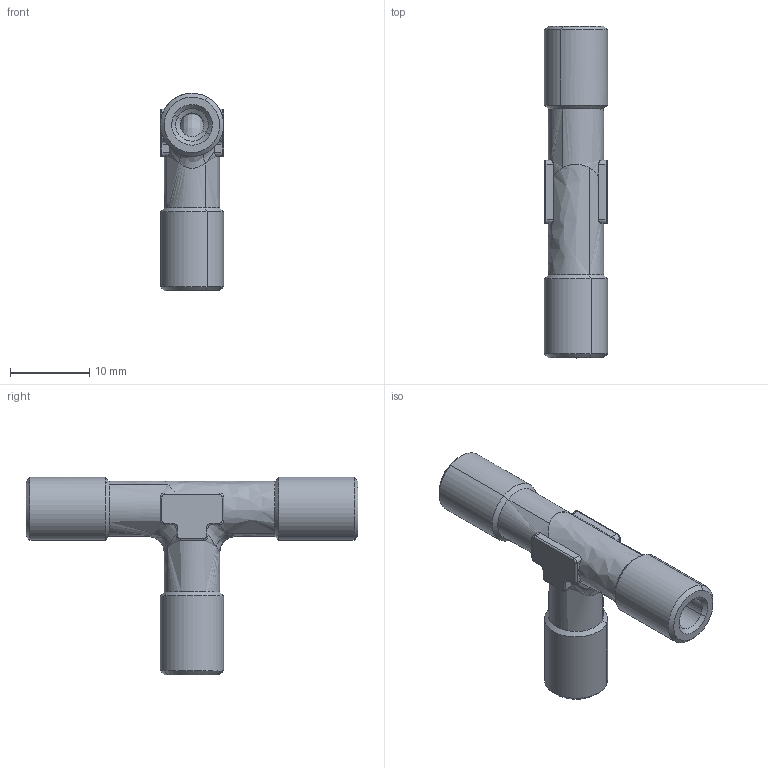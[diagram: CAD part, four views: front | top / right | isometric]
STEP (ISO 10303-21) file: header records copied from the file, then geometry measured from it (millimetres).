
FILE_DESCRIPTION(( 'RA.23.M5.M5.stp' ), '1');
FILE_NAME( 'RA.23.M5.M5.stp', '2018-11-09T15:47:07',( 'Sopra'),('sopra-pneumatic.com'), 'SwSTEP 2.0','SolidWorks 2009','' );
FILE_SCHEMA (('CONFIG_CONTROL_DESIGN'));
Length unit declared in the file: millimetre
Products named in the file (1): Document
Bounding box: 8 x 42 x 25 mm (x, y, z)
Surface area: 2348.7 mm2 (no closed solid volume)
Topology: 0 solids, 142 shells, 144 faces, 714 edges, 690 vertices
Faces by surface type: bspline 123, plane 21
Entity records: 10438 total; most frequent: CARTESIAN_POINT 7137, ORIENTED_EDGE 702, EDGE_CURVE 698, VERTEX_POINT 694, B_SPLINE_CURVE_WITH_KNOTS 366, EDGE_LOOP 139, ADVANCED_FACE 136, FACE_OUTER_BOUND 136
